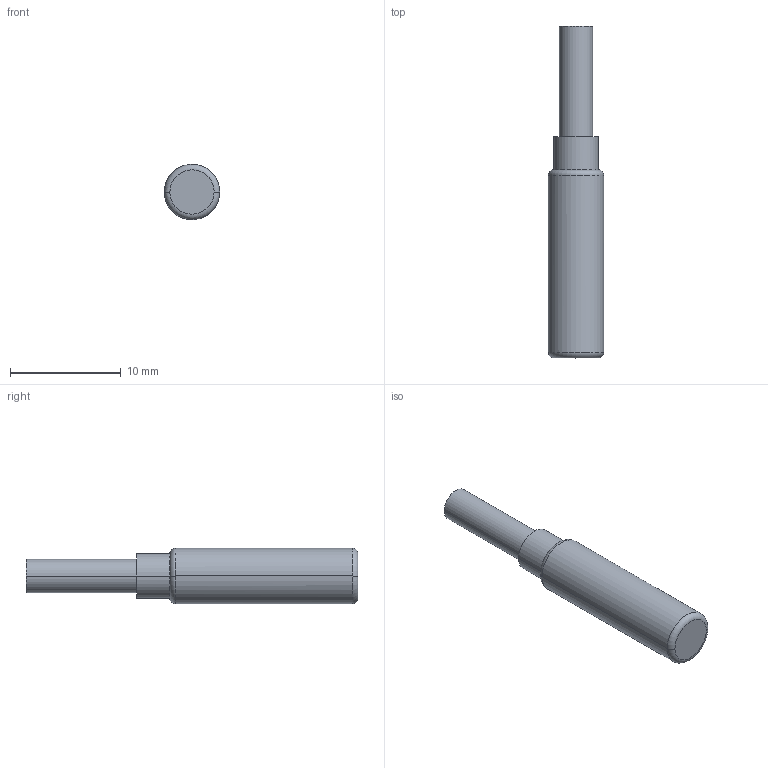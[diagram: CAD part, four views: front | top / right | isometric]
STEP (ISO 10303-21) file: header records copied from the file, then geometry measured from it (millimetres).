
FILE_DESCRIPTION((''),'2;1');
FILE_NAME('CAD0696B','2014-01-03T',('creinig-se'),(''),'PRO/ENGINEER BY PARAMETRIC TECHNOLOGY CORPORATION, 2013050','PRO/ENGINEER BY PARAMETRIC TECHNOLOGY CORPORATION, 2013050','');
FILE_SCHEMA(('CONFIG_CONTROL_DESIGN'));
Length unit declared in the file: millimetre
Products named in the file (1): CAD0696B
Bounding box: 5 x 30 x 5 mm (x, y, z)
Volume: 440.6 mm3; surface area: 431.3 mm2
Topology: 1 solids, 1 shells, 13 faces, 32 edges, 22 vertices
Faces by surface type: cylinder 6, torus 4, plane 3
Entity records: 627 total; most frequent: DIRECTION 84, CARTESIAN_POINT 67, ORIENTED_EDGE 64, AXIS2_PLACEMENT_3D 39, COLOUR_RGB 38, PRESENTATION_STYLE_ASSIGNMENT 36, STYLED_ITEM 33, CURVE_STYLE 32
